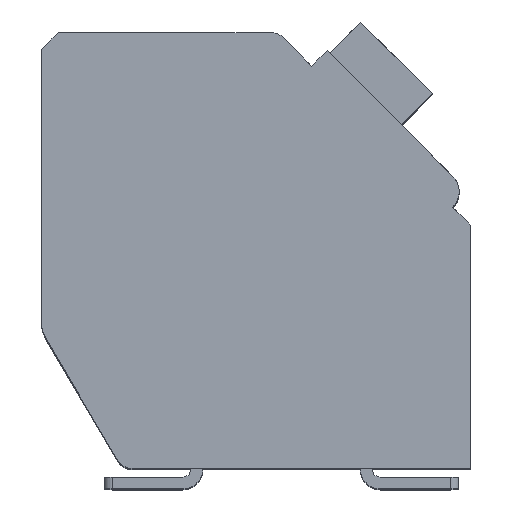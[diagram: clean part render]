
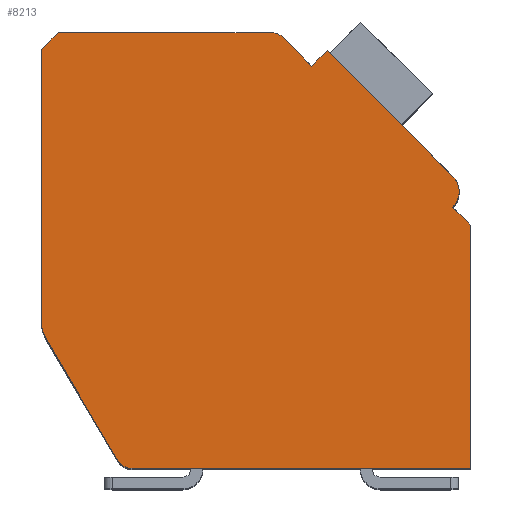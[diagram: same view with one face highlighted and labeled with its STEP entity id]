
A CAD part, top view. The second image highlights one B-rep face of the part: STEP entity #8213.
In plain terms, the highlighted planar face has unit normal (0, 0, 1).
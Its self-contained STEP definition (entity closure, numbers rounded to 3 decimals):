
#221=DIRECTION('',(0.,-1.,0.));
#222=VECTOR('',#221,8.053);
#223=CARTESIAN_POINT('',(-12.7,12.4,2.1));
#224=LINE('',#223,#222);
#225=DIRECTION('',(-0.707,-0.707,0.));
#226=VECTOR('',#225,0.707);
#227=CARTESIAN_POINT('',(-12.2,12.9,2.1));
#228=LINE('',#227,#226);
#229=DIRECTION('',(-1.,0.,0.));
#230=VECTOR('',#229,6.298);
#231=CARTESIAN_POINT('',(-5.902,12.9,2.1));
#232=LINE('',#231,#230);
#233=CARTESIAN_POINT('',(-5.902,12.4,2.1));
#234=DIRECTION('',(0.,0.,1.));
#235=DIRECTION('',(0.707,0.707,0.));
#236=AXIS2_PLACEMENT_3D('',#233,#234,#235);
#238=DIRECTION('',(-0.707,0.707,0.));
#239=VECTOR('',#238,1.197);
#240=CARTESIAN_POINT('',(-4.702,11.907,2.1));
#241=LINE('',#240,#239);
#242=DIRECTION('',(-0.707,-0.707,0.));
#243=VECTOR('',#242,0.65);
#244=CARTESIAN_POINT('',(-4.243,12.367,2.1));
#245=LINE('',#244,#243);
#246=DIRECTION('',(-0.707,0.707,0.));
#247=VECTOR('',#246,5.25);
#248=CARTESIAN_POINT('',(-0.53,8.655,2.1));
#249=LINE('',#248,#247);
#250=CARTESIAN_POINT('',(-0.99,8.195,2.1));
#251=DIRECTION('',(0.,0.,1.));
#252=DIRECTION('',(0.707,-0.707,0.));
#253=AXIS2_PLACEMENT_3D('',#250,#251,#252);
#255=DIRECTION('',(-0.707,0.707,0.));
#256=VECTOR('',#255,0.75);
#257=CARTESIAN_POINT('',(0.,7.205,2.1));
#258=LINE('',#257,#256);
#259=DIRECTION('',(0.,1.,0.));
#260=VECTOR('',#259,7.205);
#261=CARTESIAN_POINT('',(0.,0.,2.1));
#262=LINE('',#261,#260);
#263=DIRECTION('',(1.,0.,0.));
#264=VECTOR('',#263,10.014);
#265=CARTESIAN_POINT('',(-10.014,0.,2.1));
#266=LINE('',#265,#264);
#267=CARTESIAN_POINT('',(-10.014,0.5,2.1));
#268=DIRECTION('',(0.,0.,1.));
#269=DIRECTION('',(-0.862,-0.508,0.));
#270=AXIS2_PLACEMENT_3D('',#267,#268,#269);
#272=DIRECTION('',(0.508,-0.862,0.));
#273=VECTOR('',#272,4.17);
#274=CARTESIAN_POINT('',(-12.562,3.839,2.1));
#275=LINE('',#274,#273);
#276=CARTESIAN_POINT('',(-11.7,4.347,2.1));
#277=DIRECTION('',(0.,0.,1.));
#278=DIRECTION('',(-1.,0.,0.));
#279=AXIS2_PLACEMENT_3D('',#276,#277,#278);
#6151=CARTESIAN_POINT('',(-12.7,12.4,2.1));
#6152=CARTESIAN_POINT('',(-12.7,4.347,2.1));
#6153=VERTEX_POINT('',#6151);
#6154=VERTEX_POINT('',#6152);
#6155=CARTESIAN_POINT('',(-12.562,3.839,2.1));
#6156=VERTEX_POINT('',#6155);
#6157=CARTESIAN_POINT('',(-10.445,0.246,2.1));
#6158=VERTEX_POINT('',#6157);
#6159=CARTESIAN_POINT('',(-10.014,0.,2.1));
#6160=VERTEX_POINT('',#6159);
#6161=CARTESIAN_POINT('',(0.,0.,2.1));
#6162=VERTEX_POINT('',#6161);
#6163=CARTESIAN_POINT('',(0.,7.205,2.1));
#6164=VERTEX_POINT('',#6163);
#6165=CARTESIAN_POINT('',(-0.53,7.735,2.1));
#6166=VERTEX_POINT('',#6165);
#6167=CARTESIAN_POINT('',(-0.53,8.655,2.1));
#6168=VERTEX_POINT('',#6167);
#6169=CARTESIAN_POINT('',(-4.243,12.367,2.1));
#6170=VERTEX_POINT('',#6169);
#6171=CARTESIAN_POINT('',(-4.702,11.907,2.1));
#6172=VERTEX_POINT('',#6171);
#6173=CARTESIAN_POINT('',(-5.548,12.754,2.1));
#6174=VERTEX_POINT('',#6173);
#6175=CARTESIAN_POINT('',(-5.902,12.9,2.1));
#6176=VERTEX_POINT('',#6175);
#6177=CARTESIAN_POINT('',(-12.2,12.9,2.1));
#6178=VERTEX_POINT('',#6177);
#8180=CARTESIAN_POINT('',(0.,0.,2.1));
#8181=DIRECTION('',(0.,0.,1.));
#8182=DIRECTION('',(1.,0.,0.));
#8183=AXIS2_PLACEMENT_3D('',#8180,#8181,#8182);
#8184=PLANE('',#8183);
#8185=ORIENTED_EDGE('',*,*,#8002,.F.);
#8187=ORIENTED_EDGE('',*,*,#8186,.F.);
#8189=ORIENTED_EDGE('',*,*,#8188,.F.);
#8191=ORIENTED_EDGE('',*,*,#8190,.F.);
#8193=ORIENTED_EDGE('',*,*,#8192,.F.);
#8195=ORIENTED_EDGE('',*,*,#8194,.F.);
#8197=ORIENTED_EDGE('',*,*,#8196,.F.);
#8199=ORIENTED_EDGE('',*,*,#8198,.F.);
#8201=ORIENTED_EDGE('',*,*,#8200,.F.);
#8203=ORIENTED_EDGE('',*,*,#8202,.F.);
#8205=ORIENTED_EDGE('',*,*,#8204,.F.);
#8207=ORIENTED_EDGE('',*,*,#8206,.F.);
#8209=ORIENTED_EDGE('',*,*,#8208,.F.);
#8210=ORIENTED_EDGE('',*,*,#8083,.F.);
#8211=EDGE_LOOP('',(#8185,#8187,#8189,#8191,#8193,#8195,#8197,#8199,#8201,#8203,
#8205,#8207,#8209,#8210));
#8212=FACE_OUTER_BOUND('',#8211,.F.);
#237=CIRCLE('',#236,0.5);
#254=CIRCLE('',#253,0.65);
#271=CIRCLE('',#270,0.5);
#280=CIRCLE('',#279,1.);
#8002=EDGE_CURVE('',#6153,#6154,#224,.T.);
#8083=EDGE_CURVE('',#6154,#6156,#280,.T.);
#8186=EDGE_CURVE('',#6178,#6153,#228,.T.);
#8188=EDGE_CURVE('',#6176,#6178,#232,.T.);
#8190=EDGE_CURVE('',#6174,#6176,#237,.T.);
#8192=EDGE_CURVE('',#6172,#6174,#241,.T.);
#8194=EDGE_CURVE('',#6170,#6172,#245,.T.);
#8196=EDGE_CURVE('',#6168,#6170,#249,.T.);
#8198=EDGE_CURVE('',#6166,#6168,#254,.T.);
#8200=EDGE_CURVE('',#6164,#6166,#258,.T.);
#8202=EDGE_CURVE('',#6162,#6164,#262,.T.);
#8204=EDGE_CURVE('',#6160,#6162,#266,.T.);
#8206=EDGE_CURVE('',#6158,#6160,#271,.T.);
#8208=EDGE_CURVE('',#6156,#6158,#275,.T.);
#8213=ADVANCED_FACE('',(#8212),#8184,.T.);
